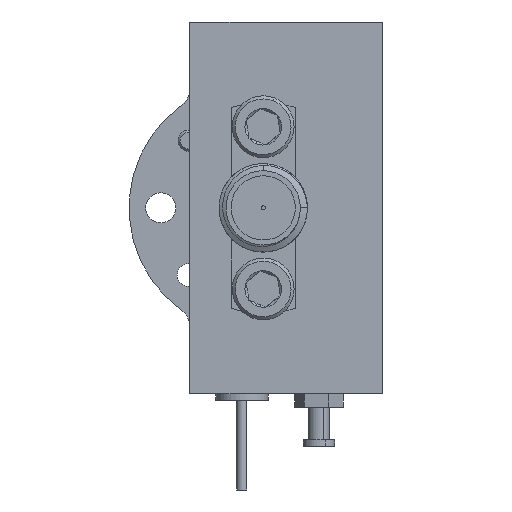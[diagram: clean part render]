
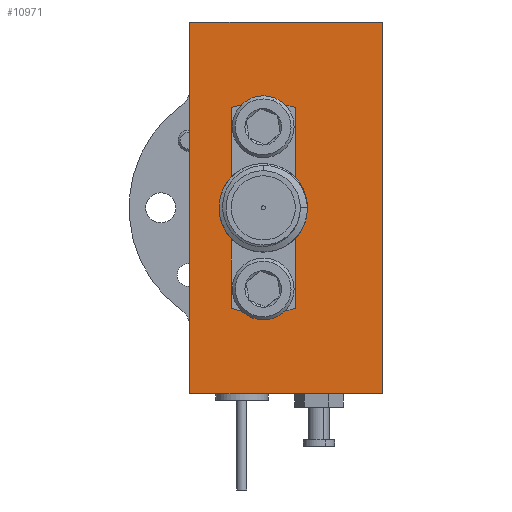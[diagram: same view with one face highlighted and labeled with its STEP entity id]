
A CAD part, left-side view. The second image highlights one B-rep face of the part: STEP entity #10971.
In plain terms, the highlighted planar face has unit normal (-1, 0, 0).
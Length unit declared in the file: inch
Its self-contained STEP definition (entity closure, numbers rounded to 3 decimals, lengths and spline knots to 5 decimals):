
#372 = FACE_OUTER_BOUND ( 'NONE', #12893, .T. ) ;
#405 = AXIS2_PLACEMENT_3D ( 'NONE', #16659, #9061, #6500 ) ;
#616 = CARTESIAN_POINT ( 'NONE',  ( -0.9, 0.353, 0.205 ) ) ;
#728 = CARTESIAN_POINT ( 'NONE',  ( -0.9, 0.353, -0.205 ) ) ;
#874 = VERTEX_POINT ( 'NONE', #9105 ) ;
#879 = CARTESIAN_POINT ( 'NONE',  ( -0.9, 0.353, -0.039 ) ) ;
#923 = DIRECTION ( 'NONE',  ( 0., 0., 1. ) ) ;
#969 = CIRCLE ( 'NONE', #405, 0.035 ) ;
#1401 = EDGE_LOOP ( 'NONE', ( #15092, #3987 ) ) ;
#2087 = ORIENTED_EDGE ( 'NONE', *, *, #2531, .T. ) ;
#2262 = CARTESIAN_POINT ( 'NONE',  ( -0.9, 0.57, -0.55 ) ) ;
#2289 = VERTEX_POINT ( 'NONE', #2262 ) ;
#2531 = EDGE_CURVE ( 'NONE', #874, #5604, #7691, .T. ) ;
#2963 = DIRECTION ( 'NONE',  ( 0., 0., 1. ) ) ;
#3206 = CARTESIAN_POINT ( 'NONE',  ( -0.9, 0.57, -0.55 ) ) ;
#3282 = AXIS2_PLACEMENT_3D ( 'NONE', #5878, #13698, #7261 ) ;
#3987 = ORIENTED_EDGE ( 'NONE', *, *, #13113, .F. ) ;
#4007 = PLANE ( 'NONE',  #12488 ) ;
#4095 = DIRECTION ( 'NONE',  ( 0., 0., 1. ) ) ;
#4328 = VERTEX_POINT ( 'NONE', #616 ) ;
#4440 = AXIS2_PLACEMENT_3D ( 'NONE', #7947, #9272, #11852 ) ;
#4679 = EDGE_CURVE ( 'NONE', #4328, #8100, #5695, .T. ) ;
#4856 = CIRCLE ( 'NONE', #15577, 0.035 ) ;
#5001 = ORIENTED_EDGE ( 'NONE', *, *, #9302, .F. ) ;
#5122 = FACE_BOUND ( 'NONE', #15999, .T. ) ;
#5362 = CARTESIAN_POINT ( 'NONE',  ( -0.9, 0.353, 0.24 ) ) ;
#5604 = VERTEX_POINT ( 'NONE', #15502 ) ;
#5640 = CARTESIAN_POINT ( 'NONE',  ( -0.9, 0.57, 0.55 ) ) ;
#5695 = CIRCLE ( 'NONE', #6445, 0.035 ) ;
#5872 = EDGE_CURVE ( 'NONE', #2289, #874, #8484, .T. ) ;
#5875 = AXIS2_PLACEMENT_3D ( 'NONE', #11957, #9379, #14511 ) ;
#5878 = CARTESIAN_POINT ( 'NONE',  ( -0.9, 0.353, 0. ) ) ;
#5967 = ORIENTED_EDGE ( 'NONE', *, *, #7450, .F. ) ;
#6111 = EDGE_CURVE ( 'NONE', #7829, #15247, #4856, .T. ) ;
#6445 = AXIS2_PLACEMENT_3D ( 'NONE', #5362, #11876, #4095 ) ;
#6500 = DIRECTION ( 'NONE',  ( 0., 0., 1. ) ) ;
#7016 = DIRECTION ( 'NONE',  ( 0., -1., 0. ) ) ;
#7134 = EDGE_CURVE ( 'NONE', #12019, #16839, #11701, .T. ) ;
#7261 = DIRECTION ( 'NONE',  ( 0., 0., 1. ) ) ;
#7450 = EDGE_CURVE ( 'NONE', #15247, #7829, #969, .T. ) ;
#7551 = DIRECTION ( 'NONE',  ( 0., -1., 0. ) ) ;
#7691 = LINE ( 'NONE', #10349, #11746 ) ;
#7809 = CARTESIAN_POINT ( 'NONE',  ( -0.9, 0.57, 0.55 ) ) ;
#7829 = VERTEX_POINT ( 'NONE', #14987 ) ;
#7880 = CARTESIAN_POINT ( 'NONE',  ( -0.9, 0.353, 0.039 ) ) ;
#7947 = CARTESIAN_POINT ( 'NONE',  ( -0.9, 0.353, 0.24 ) ) ;
#8100 = VERTEX_POINT ( 'NONE', #15172 ) ;
#8484 = LINE ( 'NONE', #3206, #11320 ) ;
#8633 = ORIENTED_EDGE ( 'NONE', *, *, #6111, .F. ) ;
#8755 = CARTESIAN_POINT ( 'NONE',  ( -0.9, 0.353, -0.24 ) ) ;
#9047 = VECTOR ( 'NONE', #7551, 39.37008 ) ;
#9061 = DIRECTION ( 'NONE',  ( -1., 0., 0. ) ) ;
#9105 = CARTESIAN_POINT ( 'NONE',  ( -0.9, 0., -0.55 ) ) ;
#9272 = DIRECTION ( 'NONE',  ( -1., 0., 0. ) ) ;
#9302 = EDGE_CURVE ( 'NONE', #8100, #4328, #9450, .T. ) ;
#9379 = DIRECTION ( 'NONE',  ( -1., 0., 0. ) ) ;
#9450 = CIRCLE ( 'NONE', #4440, 0.035 ) ;
#9603 = VECTOR ( 'NONE', #2963, 39.37008 ) ;
#9621 = ORIENTED_EDGE ( 'NONE', *, *, #4679, .F. ) ;
#10003 = ORIENTED_EDGE ( 'NONE', *, *, #5872, .T. ) ;
#10080 = CARTESIAN_POINT ( 'NONE',  ( -0.9, 0.57, 0.55 ) ) ;
#10349 = CARTESIAN_POINT ( 'NONE',  ( -0.9, 0., 0.55 ) ) ;
#10583 = CIRCLE ( 'NONE', #3282, 0.039 ) ;
#10971 = ADVANCED_FACE ( 'NONE', ( #372, #5122, #13806, #11204 ), #4007, .F. ) ;
#11204 = FACE_BOUND ( 'NONE', #1401, .T. ) ;
#11320 = VECTOR ( 'NONE', #7016, 39.37008 ) ;
#11625 = EDGE_CURVE ( 'NONE', #2289, #13447, #16481, .T. ) ;
#11701 = CIRCLE ( 'NONE', #5875, 0.039 ) ;
#11713 = DIRECTION ( 'NONE',  ( 1., 0., 0. ) ) ;
#11746 = VECTOR ( 'NONE', #16784, 39.37008 ) ;
#11852 = DIRECTION ( 'NONE',  ( 0., 0., 1. ) ) ;
#11876 = DIRECTION ( 'NONE',  ( -1., 0., 0. ) ) ;
#11957 = CARTESIAN_POINT ( 'NONE',  ( -0.9, 0.353, 0. ) ) ;
#12003 = EDGE_LOOP ( 'NONE', ( #5001, #9621 ) ) ;
#12019 = VERTEX_POINT ( 'NONE', #7880 ) ;
#12488 = AXIS2_PLACEMENT_3D ( 'NONE', #7809, #11713, #16896 ) ;
#12893 = EDGE_LOOP ( 'NONE', ( #2087, #14468, #15442, #10003 ) ) ;
#13113 = EDGE_CURVE ( 'NONE', #16839, #12019, #10583, .T. ) ;
#13368 = CARTESIAN_POINT ( 'NONE',  ( -0.9, 0.57, 0.55 ) ) ;
#13447 = VERTEX_POINT ( 'NONE', #13368 ) ;
#13698 = DIRECTION ( 'NONE',  ( -1., 0., 0. ) ) ;
#13806 = FACE_BOUND ( 'NONE', #12003, .T. ) ;
#14468 = ORIENTED_EDGE ( 'NONE', *, *, #15781, .F. ) ;
#14511 = DIRECTION ( 'NONE',  ( 0., 0., 1. ) ) ;
#14987 = CARTESIAN_POINT ( 'NONE',  ( -0.9, 0.353, -0.275 ) ) ;
#15092 = ORIENTED_EDGE ( 'NONE', *, *, #7134, .F. ) ;
#15172 = CARTESIAN_POINT ( 'NONE',  ( -0.9, 0.353, 0.275 ) ) ;
#15247 = VERTEX_POINT ( 'NONE', #728 ) ;
#15442 = ORIENTED_EDGE ( 'NONE', *, *, #11625, .F. ) ;
#15502 = CARTESIAN_POINT ( 'NONE',  ( -0.9, 0., 0.55 ) ) ;
#15577 = AXIS2_PLACEMENT_3D ( 'NONE', #8755, #16637, #923 ) ;
#15781 = EDGE_CURVE ( 'NONE', #13447, #5604, #16758, .T. ) ;
#15999 = EDGE_LOOP ( 'NONE', ( #5967, #8633 ) ) ;
#16481 = LINE ( 'NONE', #5640, #9603 ) ;
#16637 = DIRECTION ( 'NONE',  ( -1., 0., 0. ) ) ;
#16659 = CARTESIAN_POINT ( 'NONE',  ( -0.9, 0.353, -0.24 ) ) ;
#16758 = LINE ( 'NONE', #10080, #9047 ) ;
#16784 = DIRECTION ( 'NONE',  ( 0., 0., 1. ) ) ;
#16839 = VERTEX_POINT ( 'NONE', #879 ) ;
#16896 = DIRECTION ( 'NONE',  ( 0., 0., -1. ) ) ;
